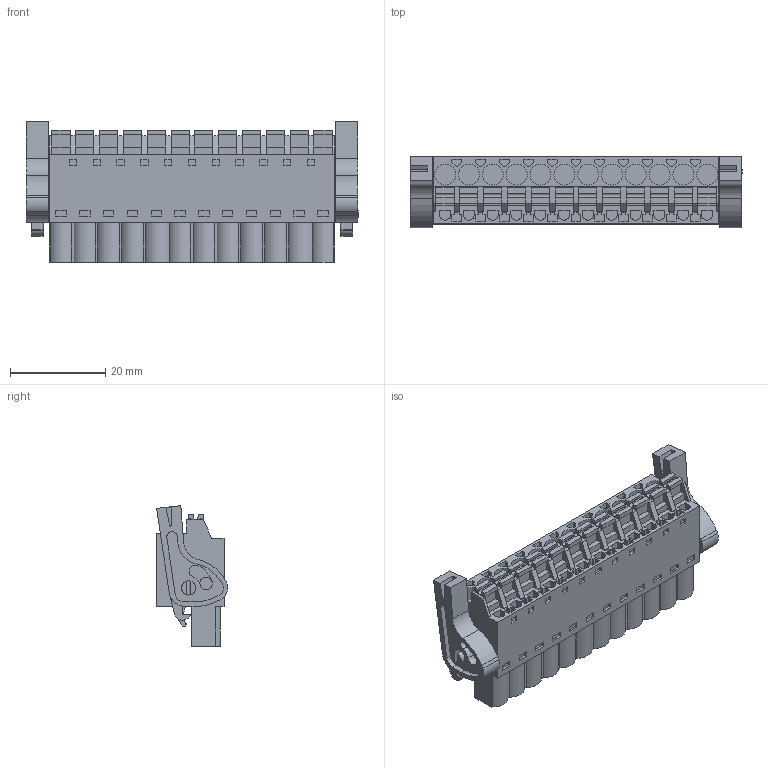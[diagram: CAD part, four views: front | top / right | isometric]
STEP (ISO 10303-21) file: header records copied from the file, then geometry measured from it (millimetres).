
FILE_DESCRIPTION(('CATIA V5 STEP Exchange','CAx-IF Rec.Pracs.--- Model Styling and Organization---1.2---2011-12-15'),'2;1');
FILE_NAME ('D1446684_0_1016450000_1016450000.stp','2017-04-27T13:16:18+00:00',('none'),('Weidmueller'),'CATIA Version 5-6 Release 2014','CATIA V5 STEP AP214','none');
FILE_SCHEMA(('AUTOMOTIVE_DESIGN { 1 0 10303 214 1 1 1 1 }'));
Length unit declared in the file: millimetre
Products named in the file (1): 1016450000
Bounding box: 69.7 x 14.96 x 29.52 mm (x, y, z)
Volume: 16150.2 mm3; surface area: 9788.9 mm2
Topology: 15 solids, 15 shells, 1125 faces, 3247 edges, 2257 vertices
Faces by surface type: plane 967, cylinder 154, extrusion 4
Entity records: 35277 total; most frequent: CARTESIAN_POINT 6607, ORIENTED_EDGE 6494, DIRECTION 4695, EDGE_CURVE 3247, VECTOR 2896, LINE 2892, VERTEX_POINT 2257, EDGE_LOOP 1260
